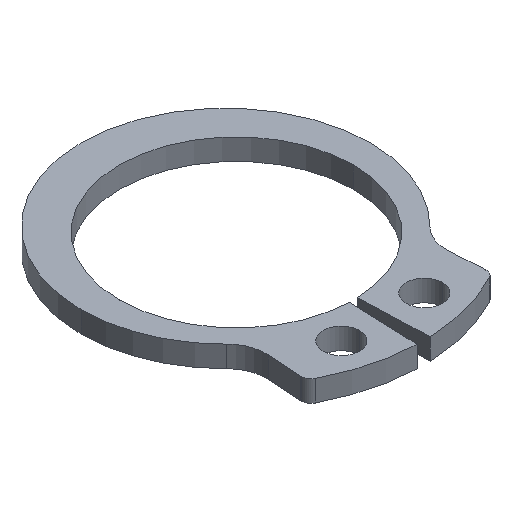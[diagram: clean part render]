
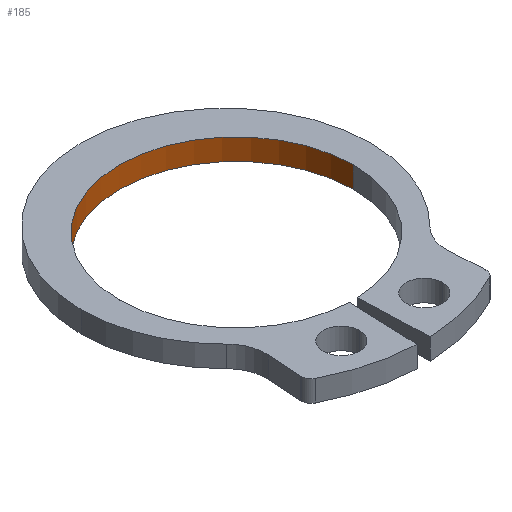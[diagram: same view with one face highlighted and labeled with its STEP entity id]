
A CAD part, isometric view. The second image highlights one B-rep face of the part: STEP entity #185.
In plain terms, the highlighted cylindrical face has radius 5.5 mm (diameter 11 mm), a partial arc.
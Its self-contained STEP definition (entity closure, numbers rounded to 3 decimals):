
#33 = DIRECTION ( 'NONE',  ( 0., 0., -1. ) ) ;
#36 = CARTESIAN_POINT ( 'NONE',  ( 5.5, 0., 0.5 ) ) ;
#46 = CARTESIAN_POINT ( 'NONE',  ( 5.5, 0., 0.5 ) ) ;
#62 = DIRECTION ( 'NONE',  ( 0., 0., -1. ) ) ;
#64 = CIRCLE ( 'NONE', #628, 5.5 ) ;
#74 = VERTEX_POINT ( 'NONE', #498 ) ;
#90 = EDGE_LOOP ( 'NONE', ( #330, #384, #223, #791 ) ) ;
#121 = LINE ( 'NONE', #217, #196 ) ;
#129 = VECTOR ( 'NONE', #771, 1000. ) ;
#156 = LINE ( 'NONE', #36, #129 ) ;
#163 = EDGE_CURVE ( 'NONE', #74, #408, #121, .T. ) ;
#169 = CARTESIAN_POINT ( 'NONE',  ( -5.5, 0., -0.5 ) ) ;
#185 = ADVANCED_FACE ( 'NONE', ( #255 ), #439, .F. ) ;
#196 = VECTOR ( 'NONE', #831, 1000. ) ;
#217 = CARTESIAN_POINT ( 'NONE',  ( -5.5, 0., 0.5 ) ) ;
#223 = ORIENTED_EDGE ( 'NONE', *, *, #163, .T. ) ;
#255 = FACE_OUTER_BOUND ( 'NONE', #90, .T. ) ;
#327 = CARTESIAN_POINT ( 'NONE',  ( 0., 0., 0.5 ) ) ;
#328 = DIRECTION ( 'NONE',  ( 1., 0., 0. ) ) ;
#330 = ORIENTED_EDGE ( 'NONE', *, *, #405, .F. ) ;
#363 = CARTESIAN_POINT ( 'NONE',  ( 5.5, 0., -0.5 ) ) ;
#369 = DIRECTION ( 'NONE',  ( -1., 0., 0. ) ) ;
#384 = ORIENTED_EDGE ( 'NONE', *, *, #793, .F. ) ;
#395 = CIRCLE ( 'NONE', #486, 5.5 ) ;
#405 = EDGE_CURVE ( 'NONE', #570, #667, #156, .T. ) ;
#408 = VERTEX_POINT ( 'NONE', #169 ) ;
#439 = CYLINDRICAL_SURFACE ( 'NONE', #567, 5.5 ) ;
#486 = AXIS2_PLACEMENT_3D ( 'NONE', #327, #763, #692 ) ;
#498 = CARTESIAN_POINT ( 'NONE',  ( -5.5, 0., 0.5 ) ) ;
#534 = CARTESIAN_POINT ( 'NONE',  ( 0., 0., -0.5 ) ) ;
#567 = AXIS2_PLACEMENT_3D ( 'NONE', #646, #33, #369 ) ;
#570 = VERTEX_POINT ( 'NONE', #46 ) ;
#628 = AXIS2_PLACEMENT_3D ( 'NONE', #534, #62, #328 ) ;
#646 = CARTESIAN_POINT ( 'NONE',  ( 0., 0., 0.5 ) ) ;
#667 = VERTEX_POINT ( 'NONE', #363 ) ;
#692 = DIRECTION ( 'NONE',  ( 1., 0., 0. ) ) ;
#763 = DIRECTION ( 'NONE',  ( 0., 0., -1. ) ) ;
#771 = DIRECTION ( 'NONE',  ( 0., 0., -1. ) ) ;
#791 = ORIENTED_EDGE ( 'NONE', *, *, #819, .T. ) ;
#793 = EDGE_CURVE ( 'NONE', #74, #570, #395, .T. ) ;
#819 = EDGE_CURVE ( 'NONE', #408, #667, #64, .T. ) ;
#831 = DIRECTION ( 'NONE',  ( 0., 0., -1. ) ) ;
